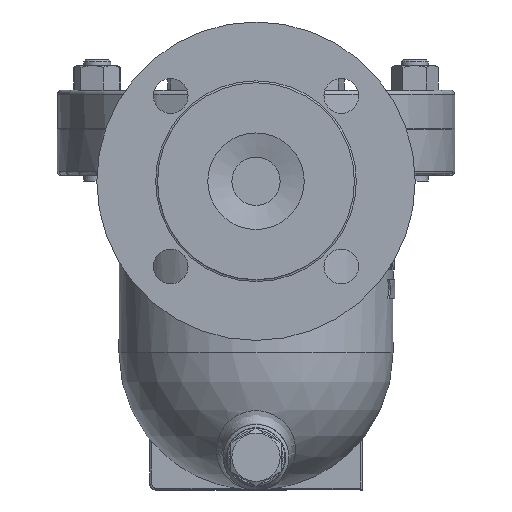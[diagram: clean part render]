
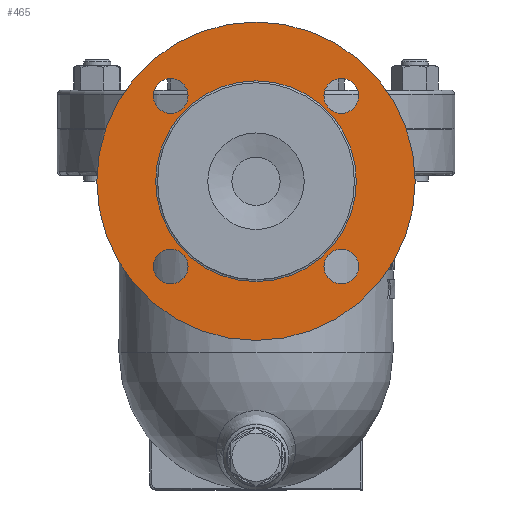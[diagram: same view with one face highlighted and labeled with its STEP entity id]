
A CAD part, left-side view. The second image highlights one B-rep face of the part: STEP entity #465.
In plain terms, the highlighted planar face has unit normal (-1, 0, 0).
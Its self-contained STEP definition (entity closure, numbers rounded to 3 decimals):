
#238=CARTESIAN_POINT('',(-184.,44.194,50.194));
#239=VERTEX_POINT('',#238);
#240=CARTESIAN_POINT('',(-184.,44.194,41.194));
#241=DIRECTION('',(1.0,0.0,0.0));
#242=DIRECTION('',(0.0,0.0,-1.0));
#243=AXIS2_PLACEMENT_3D('',#240,#241,#242);
#244=CIRCLE('',#243,9.0);
#245=EDGE_CURVE('',#239,#239,#244,.T.);
#266=CARTESIAN_POINT('',(-184.,-44.194,50.194));
#267=VERTEX_POINT('',#266);
#268=CARTESIAN_POINT('',(-184.,-44.194,41.194));
#269=DIRECTION('',(1.0,0.0,0.0));
#270=DIRECTION('',(0.0,0.0,-1.0));
#271=AXIS2_PLACEMENT_3D('',#268,#269,#270);
#272=CIRCLE('',#271,9.0);
#273=EDGE_CURVE('',#267,#267,#272,.T.);
#294=CARTESIAN_POINT('',(-184.,-44.194,-38.194));
#295=VERTEX_POINT('',#294);
#296=CARTESIAN_POINT('',(-184.,-44.194,-47.194));
#297=DIRECTION('',(1.0,0.0,0.0));
#298=DIRECTION('',(0.0,0.0,-1.0));
#299=AXIS2_PLACEMENT_3D('',#296,#297,#298);
#300=CIRCLE('',#299,9.0);
#301=EDGE_CURVE('',#295,#295,#300,.T.);
#322=CARTESIAN_POINT('',(-184.,44.194,-38.194));
#323=VERTEX_POINT('',#322);
#324=CARTESIAN_POINT('',(-184.,44.194,-47.194));
#325=DIRECTION('',(1.0,0.0,0.0));
#326=DIRECTION('',(0.0,0.0,-1.0));
#327=AXIS2_PLACEMENT_3D('',#324,#325,#326);
#328=CIRCLE('',#327,9.0);
#329=EDGE_CURVE('',#323,#323,#328,.T.);
#399=CARTESIAN_POINT('',(-184.,0.0,79.5));
#400=VERTEX_POINT('',#399);
#401=CARTESIAN_POINT('',(-184.0,0.0,-3.));
#402=DIRECTION('',(-1.0,0.0,0.0));
#403=DIRECTION('',(0.0,0.0,1.0));
#404=AXIS2_PLACEMENT_3D('',#401,#402,#403);
#405=CIRCLE('',#404,82.5);
#406=EDGE_CURVE('',#400,#400,#405,.T.);
#419=CARTESIAN_POINT('',(-184.,0.0,49.));
#420=VERTEX_POINT('',#419);
#421=CARTESIAN_POINT('',(-184.0,0.0,-3.));
#422=DIRECTION('',(-1.0,0.0,0.0));
#423=DIRECTION('',(0.0,0.0,-1.0));
#424=AXIS2_PLACEMENT_3D('',#421,#422,#423);
#425=CIRCLE('',#424,52.);
#426=EDGE_CURVE('',#420,#420,#425,.T.);
#442=CARTESIAN_POINT('',(-184.,0.0,63.75));
#443=DIRECTION('',(-1.0,0.0,0.0));
#444=DIRECTION('',(0.0,0.0,1.0));
#445=AXIS2_PLACEMENT_3D('',#442,#443,#444);
#446=PLANE('',#445);
#447=ORIENTED_EDGE('',*,*,#406,.T.);
#448=EDGE_LOOP('',(#447));
#449=FACE_OUTER_BOUND('',#448,.T.);
#450=ORIENTED_EDGE('',*,*,#245,.T.);
#451=EDGE_LOOP('',(#450));
#452=FACE_BOUND('',#451,.T.);
#453=ORIENTED_EDGE('',*,*,#273,.T.);
#454=EDGE_LOOP('',(#453));
#455=FACE_BOUND('',#454,.T.);
#456=ORIENTED_EDGE('',*,*,#301,.T.);
#457=EDGE_LOOP('',(#456));
#458=FACE_BOUND('',#457,.T.);
#459=ORIENTED_EDGE('',*,*,#329,.T.);
#460=EDGE_LOOP('',(#459));
#461=FACE_BOUND('',#460,.T.);
#462=ORIENTED_EDGE('',*,*,#426,.F.);
#463=EDGE_LOOP('',(#462));
#464=FACE_BOUND('',#463,.T.);
#465=ADVANCED_FACE('',(#449,#452,#455,#458,#461,#464),#446,.T.);
